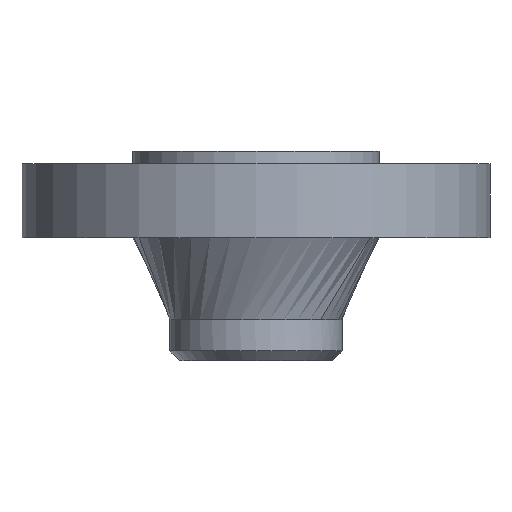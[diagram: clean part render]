
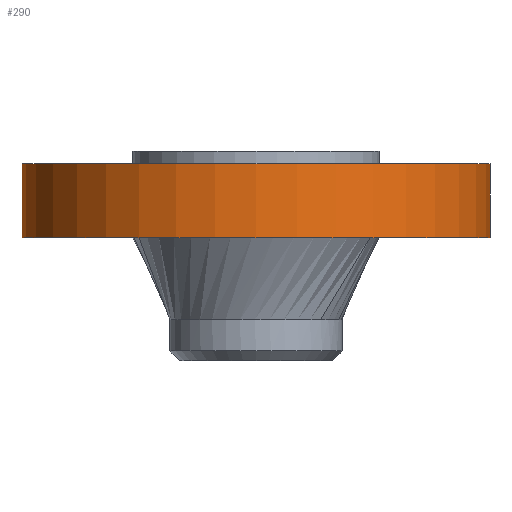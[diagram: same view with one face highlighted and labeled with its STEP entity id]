
A CAD part, front view. The second image highlights one B-rep face of the part: STEP entity #290.
In plain terms, the highlighted cylindrical face has radius 120.65 mm (diameter 241.3 mm), a partial arc.
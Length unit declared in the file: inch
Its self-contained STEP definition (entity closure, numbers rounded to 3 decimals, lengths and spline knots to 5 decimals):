
#2 = CIRCLE ( 'NONE', #607, 4.75 ) ;
#38 = CARTESIAN_POINT ( 'NONE',  ( 0., 0., 0. ) ) ;
#59 = CARTESIAN_POINT ( 'NONE',  ( 4.75, 0., -14.93503 ) ) ;
#124 = CARTESIAN_POINT ( 'NONE',  ( -4.75, 0., -1.5 ) ) ;
#165 = CARTESIAN_POINT ( 'NONE',  ( 4.75, 0., -1.5 ) ) ;
#189 = VERTEX_POINT ( 'NONE', #1007 ) ;
#280 = CARTESIAN_POINT ( 'NONE',  ( -4.75, 0., 0. ) ) ;
#290 = ADVANCED_FACE ( 'NONE', ( #357 ), #611, .T. ) ;
#314 = ORIENTED_EDGE ( 'NONE', *, *, #1094, .F. ) ;
#357 = FACE_OUTER_BOUND ( 'NONE', #734, .T. ) ;
#399 = DIRECTION ( 'NONE',  ( 0., 0., 1. ) ) ;
#414 = AXIS2_PLACEMENT_3D ( 'NONE', #512, #506, #491 ) ;
#433 = VECTOR ( 'NONE', #399, 39.37008 ) ;
#491 = DIRECTION ( 'NONE',  ( 1., 0., 0. ) ) ;
#506 = DIRECTION ( 'NONE',  ( 0., 0., -1. ) ) ;
#512 = CARTESIAN_POINT ( 'NONE',  ( 0., 0., -1.5 ) ) ;
#551 = LINE ( 'NONE', #59, #433 ) ;
#607 = AXIS2_PLACEMENT_3D ( 'NONE', #38, #997, #985 ) ;
#611 = CYLINDRICAL_SURFACE ( 'NONE', #628, 4.75 ) ;
#628 = AXIS2_PLACEMENT_3D ( 'NONE', #695, #951, #704 ) ;
#638 = EDGE_CURVE ( 'NONE', #814, #189, #551, .T. ) ;
#695 = CARTESIAN_POINT ( 'NONE',  ( 0., 0., -14.93503 ) ) ;
#704 = DIRECTION ( 'NONE',  ( 1., 0., 0. ) ) ;
#734 = EDGE_LOOP ( 'NONE', ( #937, #1101, #978, #314 ) ) ;
#776 = EDGE_CURVE ( 'NONE', #814, #1105, #990, .T. ) ;
#785 = CARTESIAN_POINT ( 'NONE',  ( -4.75, 0., -14.93503 ) ) ;
#793 = LINE ( 'NONE', #785, #806 ) ;
#806 = VECTOR ( 'NONE', #876, 39.37008 ) ;
#814 = VERTEX_POINT ( 'NONE', #165 ) ;
#876 = DIRECTION ( 'NONE',  ( 0., 0., 1. ) ) ;
#937 = ORIENTED_EDGE ( 'NONE', *, *, #1070, .F. ) ;
#951 = DIRECTION ( 'NONE',  ( 0., 0., 1. ) ) ;
#958 = VERTEX_POINT ( 'NONE', #280 ) ;
#978 = ORIENTED_EDGE ( 'NONE', *, *, #638, .T. ) ;
#985 = DIRECTION ( 'NONE',  ( 1., 0., 0. ) ) ;
#990 = CIRCLE ( 'NONE', #414, 4.75 ) ;
#997 = DIRECTION ( 'NONE',  ( 0., 0., 1. ) ) ;
#1007 = CARTESIAN_POINT ( 'NONE',  ( 4.75, 0., 0. ) ) ;
#1070 = EDGE_CURVE ( 'NONE', #1105, #958, #793, .T. ) ;
#1094 = EDGE_CURVE ( 'NONE', #958, #189, #2, .T. ) ;
#1101 = ORIENTED_EDGE ( 'NONE', *, *, #776, .F. ) ;
#1105 = VERTEX_POINT ( 'NONE', #124 ) ;
